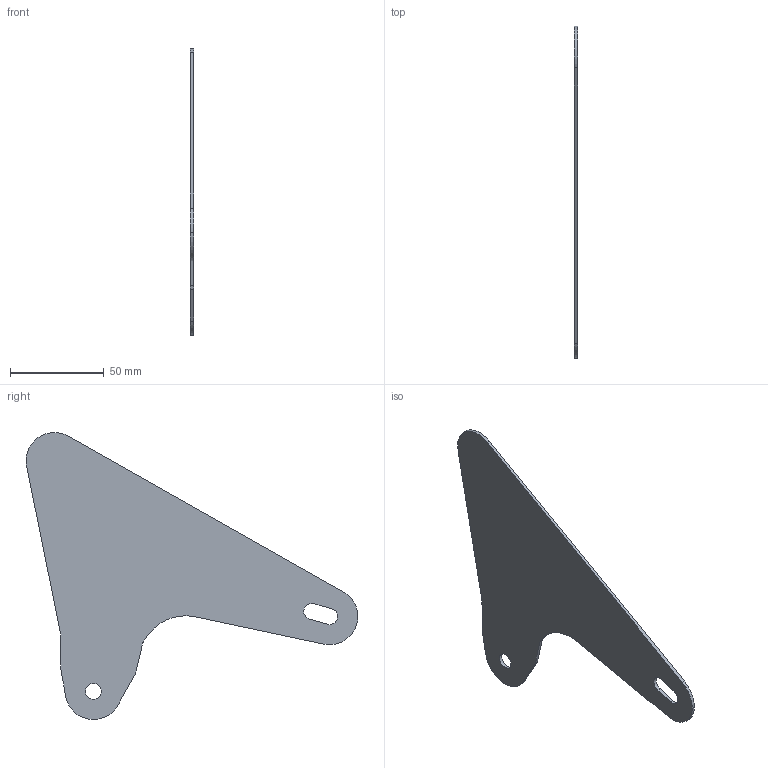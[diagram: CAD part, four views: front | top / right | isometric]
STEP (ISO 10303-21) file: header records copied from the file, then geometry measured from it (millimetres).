
FILE_DESCRIPTION (( 'STEP AP214' ), '1' );
FILE_NAME ('40 - Hyper foot shield w-o holes (flat).STEP', '2016-11-26T23:40:53', ( '' ), ( '' ), 'SwSTEP 2.0', 'SolidWorks 2014', '' );
FILE_SCHEMA (( 'AUTOMOTIVE_DESIGN' ));
Length unit declared in the file: millimetre
Products named in the file (1): 40 - Hyper foot shield w-o holes (flat)
Bounding box: 1.65 x 176.77 x 152.89 mm (x, y, z)
Volume: 20101 mm3; surface area: 25373.9 mm2
Topology: 1 solids, 1 shells, 26 faces, 72 edges, 48 vertices
Faces by surface type: plane 15, cylinder 10, bspline 1
Entity records: 885 total; most frequent: CARTESIAN_POINT 163, ORIENTED_EDGE 144, DIRECTION 141, EDGE_CURVE 72, VECTOR 49, LINE 49, VERTEX_POINT 48, AXIS2_PLACEMENT_3D 46
